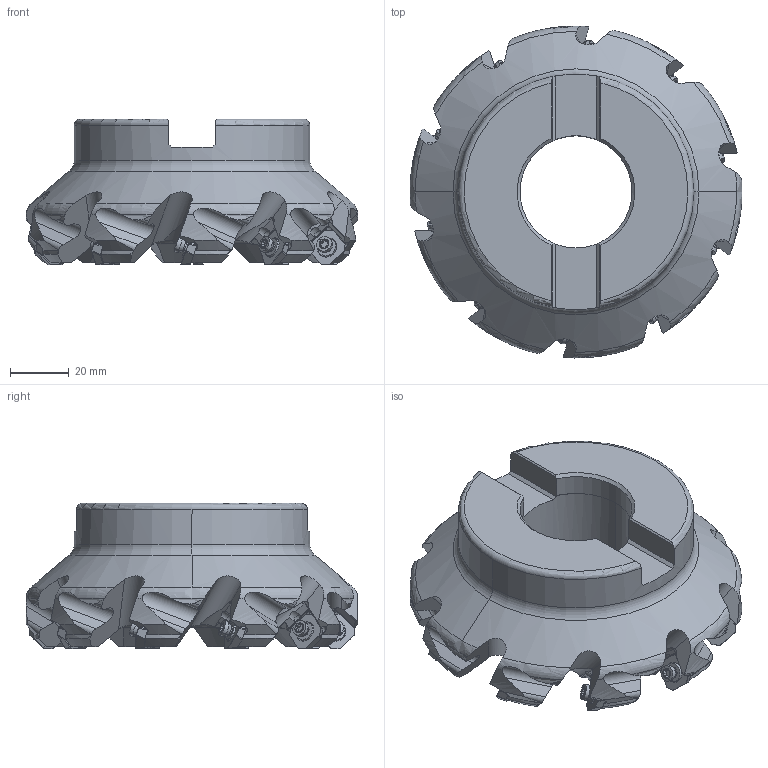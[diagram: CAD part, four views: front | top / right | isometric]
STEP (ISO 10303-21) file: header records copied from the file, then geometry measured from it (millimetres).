
FILE_DESCRIPTION(/* description */ (''),/* implementation_level */ '2;1');
FILE_NAME(/* name */ 'ASX445R0410E.stp',/* time_stamp */ '2021-09-08T11:41:05+09:00',/* author */ (''),/* organization */ (''),/* preprocessor_version */ 'ST-DEVELOPER v16',/* originating_system */ 'SIEMENS PLM Software NX 10.0',/* authorisation */ '');
FILE_SCHEMA (('AUTOMOTIVE_DESIGN { 1 0 10303 214 3 1 1 1 }'));
Products named in the file (1): ASX445R0410E_ASM
Bounding box: 112.75 x 112.75 x 49.5 mm (x, y, z)
Volume: 218041.5 mm3; surface area: 43788.8 mm2
Topology: 31 solids, 31 shells, 1454 faces, 3949 edges, 2644 vertices
Faces by surface type: plane 600, cylinder 578, cone 178, torus 58, sphere 20, bspline 20
Entity records: 52129 total; most frequent: CARTESIAN_POINT 14197, DIRECTION 7918, ORIENTED_EDGE 7778, EDGE_CURVE 3889, AXIS2_PLACEMENT_3D 3122, VERTEX_POINT 2537, LINE 1674, VECTOR 1674
